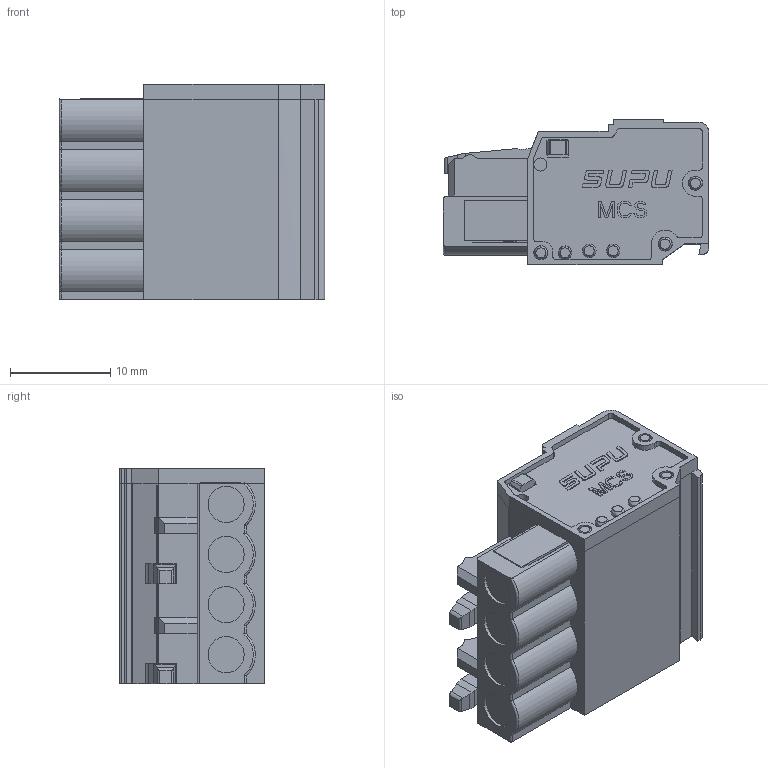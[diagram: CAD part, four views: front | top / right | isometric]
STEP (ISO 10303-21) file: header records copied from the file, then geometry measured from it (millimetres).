
FILE_DESCRIPTION(/* description */ (''),/* implementation_level */ '2;1');
FILE_NAME(/* name */ '450604.stp',/* time_stamp */ '2022-04-07T17:03:34+08:00',/* author */ (''),/* organization */ (''),/* preprocessor_version */ 'ST-DEVELOPER v16.7',/* originating_system */ 'SIEMENS PLM Software NX 12.0',/* authorisation */ '');
FILE_SCHEMA (('AUTOMOTIVE_DESIGN { 1 0 10303 214 3 1 1 1 }'));
Length unit declared in the file: millimetre
Products named in the file (1): SP2980618Eyogb
Bounding box: 26.5 x 14.5 x 21.5 mm (x, y, z)
Volume: 6086.1 mm3; surface area: 2876.7 mm2
Topology: 1 solids, 15 shells, 641 faces, 1697 edges, 1114 vertices
Faces by surface type: plane 444, cylinder 107, cone 34, extrusion 28, torus 16, bspline 12
Entity records: 21122 total; most frequent: CARTESIAN_POINT 5152, ORIENTED_EDGE 3394, DIRECTION 3089, EDGE_CURVE 1697, VECTOR 1291, LINE 1263, VERTEX_POINT 1114, AXIS2_PLACEMENT_3D 899
